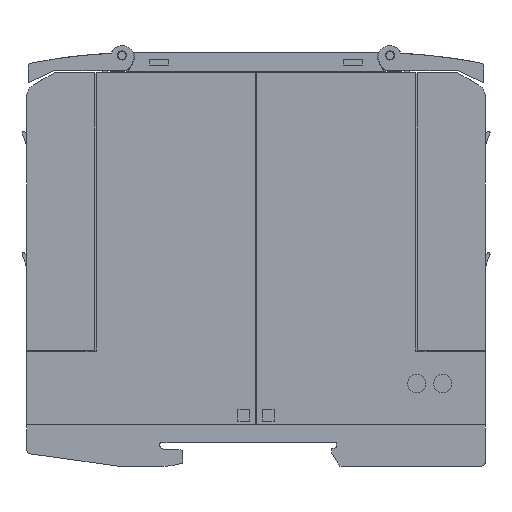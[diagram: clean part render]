
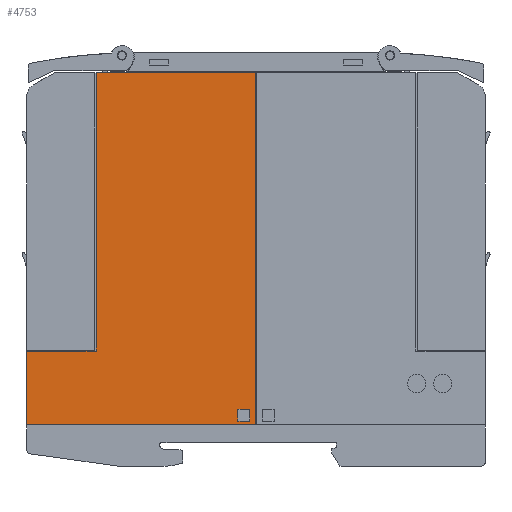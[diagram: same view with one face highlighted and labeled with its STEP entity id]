
A CAD part, left-side view. The second image highlights one B-rep face of the part: STEP entity #4753.
In plain terms, the highlighted planar face has unit normal (-1, 0, 0).
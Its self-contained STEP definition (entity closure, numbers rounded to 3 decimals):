
#4753=ADVANCED_FACE('',(#9667,#9668),#9669,.T.);
#9667=FACE_OUTER_BOUND('',#14620,.T.);
#9668=FACE_BOUND('',#14621,.T.);
#9669=PLANE('',#14622);
#14620=EDGE_LOOP('',(#29827,#29828,#29829,#29830,#29831,#29832));
#14621=EDGE_LOOP('',(#29833,#29834,#29835,#29836));
#14622=AXIS2_PLACEMENT_3D('',#29837,#29838,#29839);
#29827=ORIENTED_EDGE('',*,*,#35234,.T.);
#29828=ORIENTED_EDGE('',*,*,#36222,.F.);
#29829=ORIENTED_EDGE('',*,*,#36205,.T.);
#29830=ORIENTED_EDGE('',*,*,#36229,.T.);
#29831=ORIENTED_EDGE('',*,*,#36232,.T.);
#29832=ORIENTED_EDGE('',*,*,#36218,.T.);
#29833=ORIENTED_EDGE('',*,*,#36211,.T.);
#29834=ORIENTED_EDGE('',*,*,#36190,.T.);
#29835=ORIENTED_EDGE('',*,*,#36198,.T.);
#29836=ORIENTED_EDGE('',*,*,#36215,.T.);
#29837=CARTESIAN_POINT('',(0.0,75.98,9.001));
#29838=DIRECTION('',(-1.0,0.0,0.0));
#29839=DIRECTION('',(0.0,1.0,0.0));
#35234=EDGE_CURVE('',#43830,#43827,#43831,.T.);
#36190=EDGE_CURVE('',#45258,#45256,#45259,.T.);
#36198=EDGE_CURVE('',#45256,#45267,#45269,.T.);
#36205=EDGE_CURVE('',#45281,#45279,#45282,.T.);
#36211=EDGE_CURVE('',#45291,#45258,#45292,.T.);
#36215=EDGE_CURVE('',#45267,#45291,#45296,.T.);
#36218=EDGE_CURVE('',#45300,#43830,#45301,.T.);
#36222=EDGE_CURVE('',#45281,#43827,#45305,.T.);
#36229=EDGE_CURVE('',#45279,#45313,#45315,.T.);
#36232=EDGE_CURVE('',#45313,#45300,#45318,.T.);
#43827=VERTEX_POINT('',#56699);
#43830=VERTEX_POINT('',#56703);
#43831=LINE('',#56704,#56705);
#45256=VERTEX_POINT('',#58784);
#45258=VERTEX_POINT('',#58787);
#45259=LINE('',#58788,#58789);
#45267=VERTEX_POINT('',#58801);
#45269=LINE('',#58804,#58805);
#45279=VERTEX_POINT('',#58819);
#45281=VERTEX_POINT('',#58822);
#45282=LINE('',#58823,#58824);
#45291=VERTEX_POINT('',#58837);
#45292=LINE('',#58838,#58839);
#45296=LINE('',#58845,#58846);
#45300=VERTEX_POINT('',#58851);
#45301=LINE('',#58852,#58853);
#45305=LINE('',#58859,#58860);
#45313=VERTEX_POINT('',#58871);
#45315=LINE('',#58874,#58875);
#45318=LINE('',#58879,#58880);
#56699=CARTESIAN_POINT('',(0.0,100.93,25.101));
#56703=CARTESIAN_POINT('',(0.0,85.83,25.101));
#56704=CARTESIAN_POINT('',(0.0,84.705,25.101));
#56705=VECTOR('',#63789,1.0);
#58784=CARTESIAN_POINT('',(0.0,54.93,9.801));
#58787=CARTESIAN_POINT('',(0.0,52.33,9.801));
#58788=CARTESIAN_POINT('',(0.0,64.805,9.801));
#58789=VECTOR('',#64601,1.0);
#58801=CARTESIAN_POINT('',(0.0,54.93,12.401));
#58804=CARTESIAN_POINT('',(0.0,54.93,10.051));
#58805=VECTOR('',#64607,1.0);
#58819=CARTESIAN_POINT('',(0.0,51.03,9.001));
#58822=CARTESIAN_POINT('',(0.0,100.93,9.001));
#58823=CARTESIAN_POINT('',(0.0,100.93,9.001));
#58824=VECTOR('',#64613,1.0);
#58837=CARTESIAN_POINT('',(0.0,52.33,12.401));
#58838=CARTESIAN_POINT('',(0.0,52.33,10.051));
#58839=VECTOR('',#64618,1.0);
#58845=CARTESIAN_POINT('',(0.0,64.805,12.401));
#58846=VECTOR('',#64621,1.0);
#58851=CARTESIAN_POINT('',(0.0,85.83,85.801));
#58852=CARTESIAN_POINT('',(0.0,85.83,32.226));
#58853=VECTOR('',#64623,1.0);
#58859=CARTESIAN_POINT('',(0.0,100.93,9.001));
#58860=VECTOR('',#64626,1.0);
#58871=CARTESIAN_POINT('',(0.0,51.03,85.801));
#58874=CARTESIAN_POINT('',(0.0,51.03,9.001));
#58875=VECTOR('',#64631,1.0);
#58879=CARTESIAN_POINT('',(0.0,100.93,85.801));
#58880=VECTOR('',#64633,1.0);
#63789=DIRECTION('',(0.0,1.0,0.0));
#64601=DIRECTION('',(0.0,1.0,0.0));
#64607=DIRECTION('',(0.0,0.0,1.0));
#64613=DIRECTION('',(0.0,-1.0,0.0));
#64618=DIRECTION('',(0.0,0.0,-1.0));
#64621=DIRECTION('',(0.0,-1.0,0.0));
#64623=DIRECTION('',(0.0,0.0,-1.0));
#64626=DIRECTION('',(0.0,0.0,1.0));
#64631=DIRECTION('',(0.0,0.0,1.0));
#64633=DIRECTION('',(0.0,1.0,0.0));
